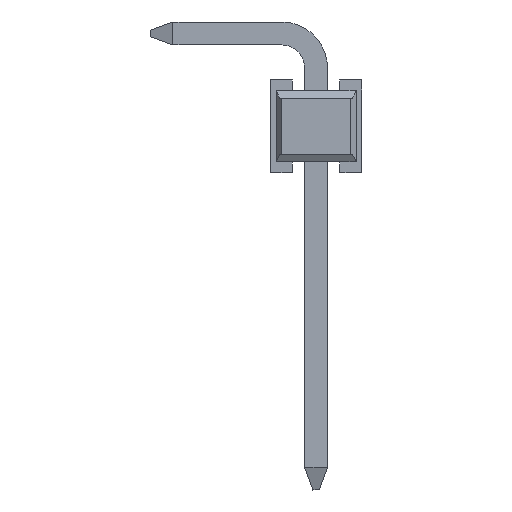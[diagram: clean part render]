
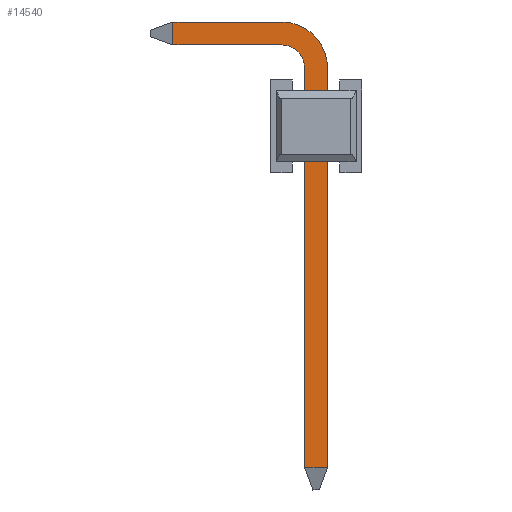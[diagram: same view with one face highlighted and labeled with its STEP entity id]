
A CAD part, left-side view. The second image highlights one B-rep face of the part: STEP entity #14540.
In plain terms, the highlighted face is planar.
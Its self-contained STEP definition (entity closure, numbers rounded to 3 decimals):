
#11060=CARTESIAN_POINT('',(36.63,54.493,-10.762));
#11070=DIRECTION('',(0.,0.,1.));
#11080=VECTOR('',#11070,1.);
#11090=LINE('',#11060,#11080);
#11100=CARTESIAN_POINT('',(36.63,54.493,0.63));
#11110=VERTEX_POINT('',#11100);
#11120=CARTESIAN_POINT('',(36.63,54.493,3.615));
#11130=VERTEX_POINT('',#11120);
#11140=EDGE_CURVE('',#11110,#11130,#11090,.T.);
#12350=CARTESIAN_POINT('',(36.63,53.233,0.));
#12360=VERTEX_POINT('',#12350);
#12390=CARTESIAN_POINT('',(36.63,55.706,0.));
#12400=DIRECTION('',(0.,-1.,0.));
#12410=VECTOR('',#12400,1.);
#12420=LINE('',#12390,#12410);
#12430=CARTESIAN_POINT('',(36.63,42.263,0.));
#12440=VERTEX_POINT('',#12430);
#12450=EDGE_CURVE('',#12360,#12440,#12420,.T.);
#12660=CARTESIAN_POINT('',(36.63,42.263,-0.63));
#12670=VERTEX_POINT('',#12660);
#12700=CARTESIAN_POINT('',(36.63,42.281,-0.63));
#12710=DIRECTION('',(0.,1.,0.));
#12720=VECTOR('',#12710,1.);
#12730=LINE('',#12700,#12720);
#12740=CARTESIAN_POINT('',(36.63,53.233,-0.63));
#12750=VERTEX_POINT('',#12740);
#12760=EDGE_CURVE('',#12670,#12750,#12730,.T.);
#13170=CARTESIAN_POINT('',(36.63,42.263,0.));
#13180=DIRECTION('',(0.,0.,1.));
#13190=VECTOR('',#13180,1.);
#13200=LINE('',#13170,#13190);
#13210=EDGE_CURVE('',#12670,#12440,#13200,.T.);
#13790=CARTESIAN_POINT('',(36.63,53.863,3.615));
#13800=VERTEX_POINT('',#13790);
#13830=CARTESIAN_POINT('',(36.63,53.863,2.662));
#13840=DIRECTION('',(0.,0.,-1.));
#13850=VECTOR('',#13840,1.);
#13860=LINE('',#13830,#13850);
#13870=CARTESIAN_POINT('',(36.63,53.863,0.63));
#13880=VERTEX_POINT('',#13870);
#13890=EDGE_CURVE('',#13800,#13880,#13860,.T.);
#14110=CARTESIAN_POINT('',(36.63,53.863,3.615));
#14120=DIRECTION('',(0.,-1.,0.));
#14130=VECTOR('',#14120,1.);
#14140=LINE('',#14110,#14130);
#14150=EDGE_CURVE('',#11130,#13800,#14140,.T.);
#14270=CARTESIAN_POINT('',(36.63,53.863,2.725));
#14280=DIRECTION('',(-1.,0.,0.));
#14290=DIRECTION('',(0.,0.,1.));
#14300=AXIS2_PLACEMENT_3D('',#14270,#14280,#14290);
#14310=PLANE('',#14300);
#14320=ORIENTED_EDGE('',*,*,#11140,.T.);
#14330=CARTESIAN_POINT('',(36.63,53.233,0.63));
#14340=DIRECTION('',(1.,0.,-0.));
#14350=DIRECTION('',(0.,-1.,0.));
#14360=AXIS2_PLACEMENT_3D('',#14330,#14340,#14350);
#14370=CIRCLE('',#14360,1.26);
#14380=EDGE_CURVE('',#12750,#11110,#14370,.T.);
#14390=ORIENTED_EDGE('',*,*,#14380,.T.);
#14400=ORIENTED_EDGE('',*,*,#12760,.T.);
#14410=ORIENTED_EDGE('',*,*,#13210,.F.);
#14420=ORIENTED_EDGE('',*,*,#12450,.T.);
#14430=CARTESIAN_POINT('',(36.63,53.233,0.63));
#14440=DIRECTION('',(-1.,0.,0.));
#14450=DIRECTION('',(0.,1.,0.));
#14460=AXIS2_PLACEMENT_3D('',#14430,#14440,#14450);
#14470=CIRCLE('',#14460,0.63);
#14480=EDGE_CURVE('',#13880,#12360,#14470,.T.);
#14490=ORIENTED_EDGE('',*,*,#14480,.T.);
#14500=ORIENTED_EDGE('',*,*,#13890,.T.);
#14510=ORIENTED_EDGE('',*,*,#14150,.T.);
#14520=EDGE_LOOP('',(#14510,#14500,#14490,#14420,#14410,#14400,#14390,
#14320));
#14530=FACE_OUTER_BOUND('',#14520,.T.);
#14540=ADVANCED_FACE('',(#14530),#14310,.F.);
